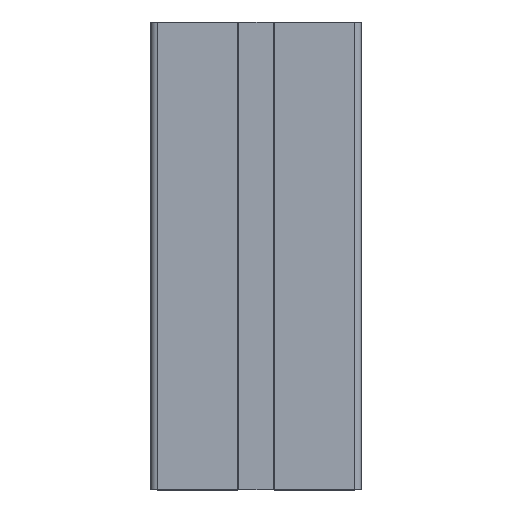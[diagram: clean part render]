
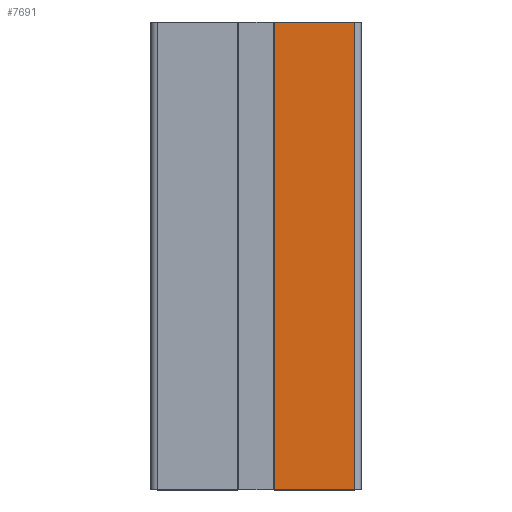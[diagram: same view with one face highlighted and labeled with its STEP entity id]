
A CAD part, top view. The second image highlights one B-rep face of the part: STEP entity #7691.
In plain terms, the highlighted planar face has unit normal (0, 0, 1).
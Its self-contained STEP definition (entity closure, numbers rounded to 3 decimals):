
#1103=FACE_OUTER_BOUND('',#1493,.T.);
#1493=EDGE_LOOP('',(#6251,#6252,#6253,#6254));
#2161=LINE('',#13111,#2845);
#2162=LINE('',#13115,#2846);
#2163=LINE('',#13117,#2847);
#2164=LINE('',#13118,#2848);
#2845=VECTOR('',#10773,200.);
#2846=VECTOR('',#10778,34.3);
#2847=VECTOR('',#10779,200.);
#2848=VECTOR('',#10780,34.3);
#3619=VERTEX_POINT('',#13108);
#3620=VERTEX_POINT('',#13110);
#3621=VERTEX_POINT('',#13114);
#3622=VERTEX_POINT('',#13116);
#4740=EDGE_CURVE('',#3619,#3620,#2161,.T.);
#4742=EDGE_CURVE('',#3619,#3621,#2162,.T.);
#4743=EDGE_CURVE('',#3621,#3622,#2163,.T.);
#4744=EDGE_CURVE('',#3620,#3622,#2164,.T.);
#6251=ORIENTED_EDGE('',*,*,#4742,.T.);
#6252=ORIENTED_EDGE('',*,*,#4743,.T.);
#6253=ORIENTED_EDGE('',*,*,#4744,.F.);
#6254=ORIENTED_EDGE('',*,*,#4740,.F.);
#7323=PLANE('',#8519);
#7691=ADVANCED_FACE('',(#1103),#7323,.T.);
#8519=AXIS2_PLACEMENT_3D('',#13113,#10776,#10777);
#10773=DIRECTION('',(0.,-1.,0.));
#10776=DIRECTION('center_axis',(0.,0.,1.));
#10777=DIRECTION('ref_axis',(1.,0.,0.));
#10778=DIRECTION('',(-1.,0.,0.));
#10779=DIRECTION('',(0.,-1.,0.));
#10780=DIRECTION('',(-1.,0.,0.));
#13108=CARTESIAN_POINT('',(42.,200.,22.5));
#13110=CARTESIAN_POINT('',(42.,0.,22.5));
#13111=CARTESIAN_POINT('',(42.,0.,22.5));
#13113=CARTESIAN_POINT('Origin',(7.7,0.,22.5));
#13114=CARTESIAN_POINT('',(7.7,200.,22.5));
#13115=CARTESIAN_POINT('',(3.85,200.,22.5));
#13116=CARTESIAN_POINT('',(7.7,0.,22.5));
#13117=CARTESIAN_POINT('',(7.7,0.,22.5));
#13118=CARTESIAN_POINT('',(3.85,0.,22.5));
